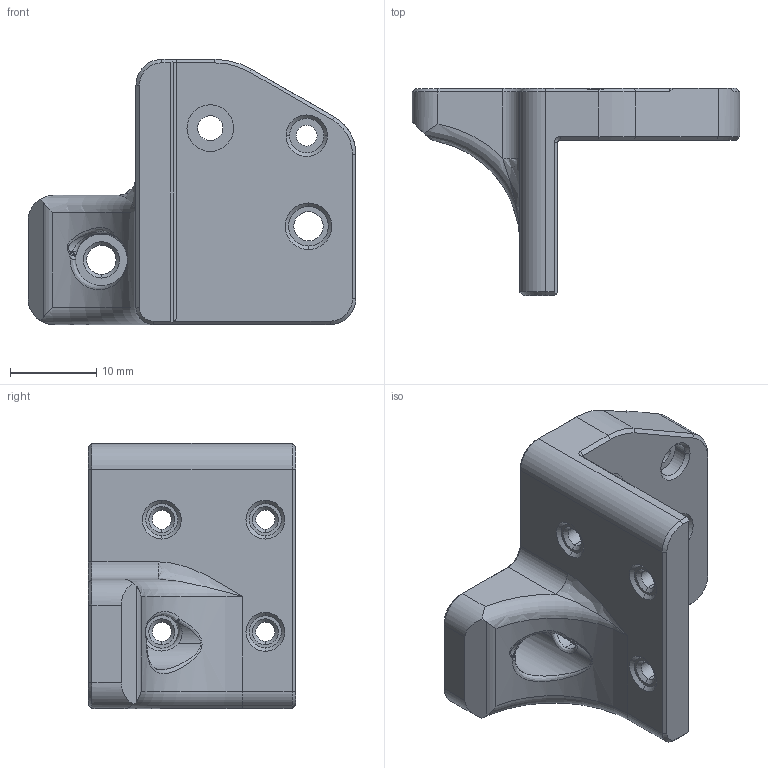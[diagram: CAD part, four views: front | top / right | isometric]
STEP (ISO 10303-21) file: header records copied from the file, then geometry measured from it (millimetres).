
FILE_DESCRIPTION(('FreeCAD Model'),'2;1');
FILE_NAME('Open CASCADE Shape Model','2022-10-11T14:29:23',(''),(''), 'Open CASCADE STEP processor 7.5','FreeCAD','Unknown');
FILE_SCHEMA(('AUTOMOTIVE_DESIGN { 1 0 10303 214 1 1 1 1 }'));
Length unit declared in the file: millimetre
Products named in the file (1): Body001
Bounding box: 38 x 24 x 30.74 mm (x, y, z)
Volume: 7574.5 mm3; surface area: 4040.6 mm2
Topology: 1 solids, 1 shells, 142 faces, 347 edges, 214 vertices
Faces by surface type: cone 49, plane 40, cylinder 35, bspline 16, torus 2
Full cylindrical faces by diameter (mm): 2.9 x1
Entity records: 13844 total; most frequent: CARTESIAN_POINT 7031, DIRECTION 1231, ORIENTED_EDGE 692, PCURVE 692, DEFINITIONAL_REPRESENTATION 692, LINE 662, VECTOR 662, EDGE_CURVE 346
